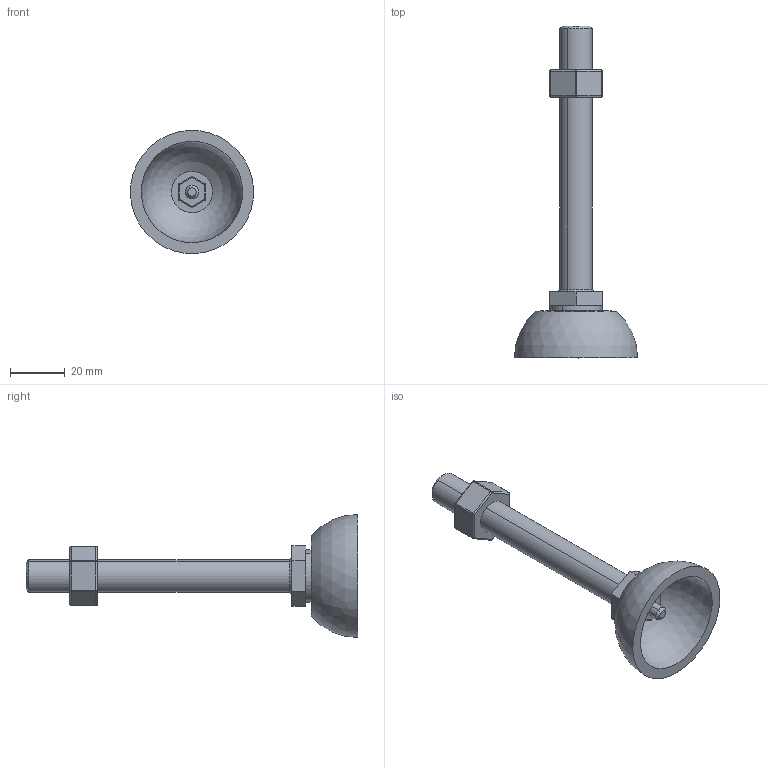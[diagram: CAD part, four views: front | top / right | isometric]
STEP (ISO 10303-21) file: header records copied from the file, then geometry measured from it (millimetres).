
FILE_DESCRIPTION (( 'STEP AP214' ), '1' );
FILE_NAME ('B850 Îïîðà ðåãóëèðóåìàÿ Ô45 Ì12õ97.STEP', '2025-07-18T06:16:59', ( '' ), ( '' ), 'SwSTEP 2.0', 'SolidWorks 2025', '' );
FILE_SCHEMA (( 'AUTOMOTIVE_DESIGN' ));
Length unit declared in the file: millimetre
Products named in the file (5): Мал. гайка_00; Вал_00; Гайка_00; B850 Опора регулируемая Ф45 М12х97; Опора_00
Assembly tree (4 placements, depth 2):
  B850 Опора регулируемая Ф45 М12х97
    Опора_00
    Вал_00
    Гайка_00
    Мал. гайка_00
Bounding box: 44.96 x 121.1 x 44.96 mm (x, y, z)
Volume: 24709.6 mm3; surface area: 12243 mm2
Topology: 4 solids, 4 shells, 125 faces, 274 edges, 146 vertices
Faces by surface type: cylinder 50, plane 35, sphere 26, cone 12, torus 2
Entity records: 3374 total; most frequent: DIRECTION 638, CARTESIAN_POINT 516, ORIENTED_EDGE 496, AXIS2_PLACEMENT_3D 258, EDGE_CURVE 248, EDGE_LOOP 136, VERTEX_POINT 136, CIRCLE 126
